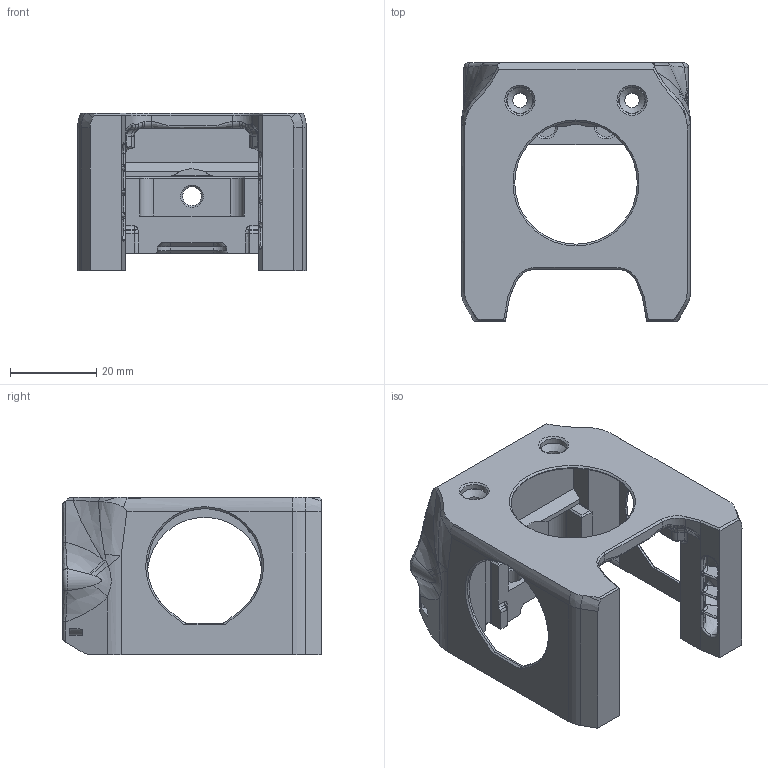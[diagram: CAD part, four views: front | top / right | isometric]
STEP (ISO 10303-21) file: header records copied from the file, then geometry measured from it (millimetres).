
FILE_DESCRIPTION(/* description */ (''),/* implementation_level */ '2;1');
FILE_NAME(/* name */ 'Mini-AfterSherpa_Zodiac_BMS.step',/* time_stamp */ '2022-04-30T02:47:27-05:00',/* author */ (''),/* organization */ (''),/* preprocessor_version */ 'ST-DEVELOPER v18.1',/* originating_system */ 'Autodesk Translation Framework v10.14.0.1471',/* authorisation */ '');
FILE_SCHEMA (('AUTOMOTIVE_DESIGN { 1 0 10303 214 3 1 1 }'));
Products named in the file (2): Mini-AfterSherpa_Zodiac_BMS; Mini_AfterSherpa_Zodiac_BMS
Assembly tree (1 placements, depth 2):
  Mini-AfterSherpa_Zodiac_BMS
    Mini_AfterSherpa_Zodiac_BMS
Bounding box: 53 x 59.85 x 36.49 mm (x, y, z)
Volume: 33169.3 mm3; surface area: 19329.8 mm2
Topology: 2 solids, 2 shells, 562 faces, 1521 edges, 913 vertices
Faces by surface type: bspline 232, plane 145, cylinder 121, cone 42, torus 21, sphere 1
Full cylindrical faces by diameter (mm): 3.4 x6, 4.4 x2, 4.5 x2, 4.7 x2, 6.2 x2, 28.4 x1
Entity records: 41290 total; most frequent: CARTESIAN_POINT 28879, ORIENTED_EDGE 2948, DIRECTION 2112, EDGE_CURVE 1474, VERTEX_POINT 913, AXIS2_PLACEMENT_3D 818, EDGE_LOOP 597, FACE_OUTER_BOUND 562
